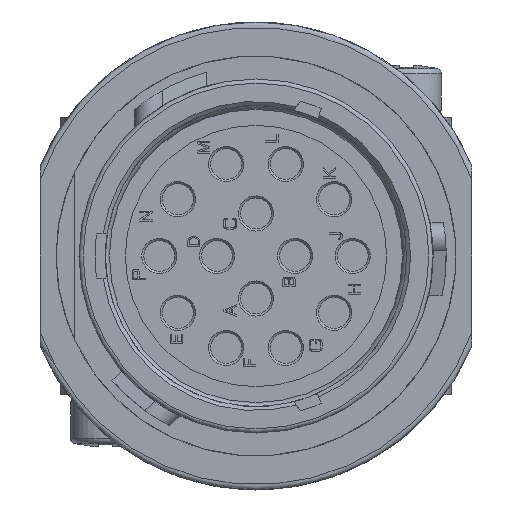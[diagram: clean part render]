
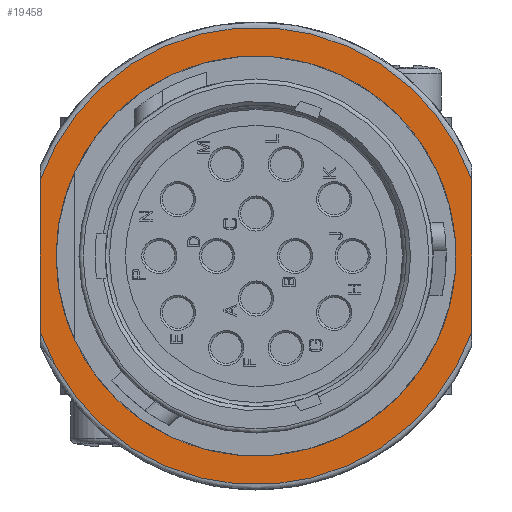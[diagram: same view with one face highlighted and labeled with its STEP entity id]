
A CAD part, left-side view. The second image highlights one B-rep face of the part: STEP entity #19458.
In plain terms, the highlighted face is planar.
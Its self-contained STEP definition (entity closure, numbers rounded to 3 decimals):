
#990=LINE('',#27885,#2306);
#991=LINE('',#27886,#2307);
#2306=VECTOR('',#23125,1000.);
#2307=VECTOR('',#23126,1000.);
#3184=PLANE('',#20624);
#5155=ORIENTED_EDGE('',*,*,#8410,.F.);
#5156=ORIENTED_EDGE('',*,*,#8421,.T.);
#5157=ORIENTED_EDGE('',*,*,#8453,.T.);
#5158=ORIENTED_EDGE('',*,*,#8452,.T.);
#5159=ORIENTED_EDGE('',*,*,#8454,.T.);
#8410=EDGE_CURVE('',#10176,#10176,#11047,.T.);
#8421=EDGE_CURVE('',#10187,#10185,#11052,.T.);
#8452=EDGE_CURVE('',#10204,#10205,#11068,.T.);
#8453=EDGE_CURVE('',#10185,#10204,#990,.T.);
#8454=EDGE_CURVE('',#10205,#10187,#991,.T.);
#10176=VERTEX_POINT('',#27739);
#10185=VERTEX_POINT('',#27780);
#10187=VERTEX_POINT('',#27783);
#10204=VERTEX_POINT('',#27874);
#10205=VERTEX_POINT('',#27882);
#11047=CIRCLE('',#20583,19.05);
#11052=CIRCLE('',#20592,21.8);
#11068=CIRCLE('',#20623,21.8);
#11665=EDGE_LOOP('',(#5155));
#11666=EDGE_LOOP('',(#5156,#5157,#5158,#5159));
#12743=FACE_BOUND('',#11665,.T.);
#12744=FACE_BOUND('',#11666,.T.);
#19458=ADVANCED_FACE('',(#12743,#12744),#3184,.F.);
#20583=AXIS2_PLACEMENT_3D('',#27738,#23030,#23031);
#20592=AXIS2_PLACEMENT_3D('',#27782,#23051,#23052);
#20623=AXIS2_PLACEMENT_3D('',#27883,#23121,#23122);
#20624=AXIS2_PLACEMENT_3D('',#27884,#23123,#23124);
#23030=DIRECTION('',(1.,0.,0.));
#23031=DIRECTION('',(0.,1.,0.));
#23051=DIRECTION('',(1.,0.,0.));
#23052=DIRECTION('',(0.,1.,0.));
#23121=DIRECTION('',(1.,0.,0.));
#23122=DIRECTION('',(0.,1.,0.));
#23123=DIRECTION('',(-1.,0.,0.));
#23124=DIRECTION('',(0.,-1.,0.));
#23125=DIRECTION('',(0.,0.,1.));
#23126=DIRECTION('',(0.,0.,-1.));
#27738=CARTESIAN_POINT('',(15.25,0.,0.));
#27739=CARTESIAN_POINT('',(15.25,19.05,0.));
#27780=CARTESIAN_POINT('',(15.25,20.55,-7.276));
#27782=CARTESIAN_POINT('',(15.25,0.,0.));
#27783=CARTESIAN_POINT('',(15.25,-20.55,-7.276));
#27874=CARTESIAN_POINT('',(15.25,20.55,7.276));
#27882=CARTESIAN_POINT('',(15.25,-20.55,7.276));
#27883=CARTESIAN_POINT('',(15.25,0.,0.));
#27884=CARTESIAN_POINT('',(15.25,21.8,0.));
#27885=CARTESIAN_POINT('',(15.25,20.55,0.));
#27886=CARTESIAN_POINT('',(15.25,-20.55,0.));
